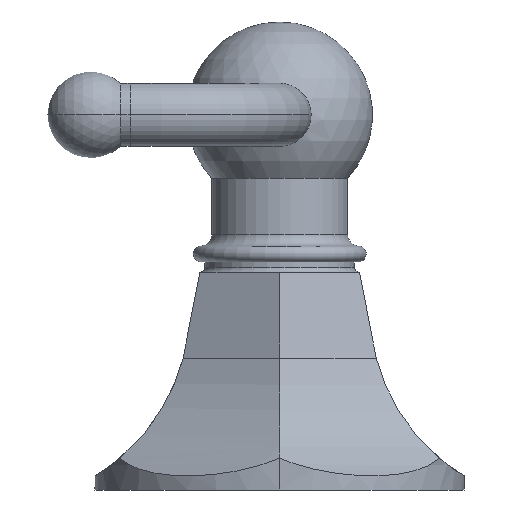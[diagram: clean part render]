
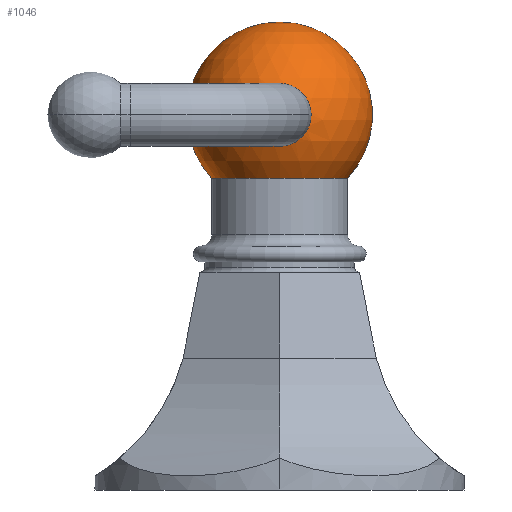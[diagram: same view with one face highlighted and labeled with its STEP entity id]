
A CAD part, left-side view. The second image highlights one B-rep face of the part: STEP entity #1046.
In plain terms, the highlighted spherical face has radius 11.811 mm.
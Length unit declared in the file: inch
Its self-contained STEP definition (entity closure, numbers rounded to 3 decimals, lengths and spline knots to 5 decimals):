
#354=CARTESIAN_POINT('',(0.,0.,1.879));
#355=DIRECTION('',(1.,0.,0.));
#356=DIRECTION('',(0.,0.731,-0.682));
#357=AXIS2_PLACEMENT_3D('',#354,#355,#356);
#359=CARTESIAN_POINT('',(0.,0.,1.879));
#360=DIRECTION('',(-1.,0.,0.));
#361=DIRECTION('',(0.,-0.731,-0.682));
#362=AXIS2_PLACEMENT_3D('',#359,#360,#361);
#364=CARTESIAN_POINT('',(0.,0.,1.56179));
#365=DIRECTION('',(0.,0.,1.));
#366=DIRECTION('',(0.,1.,0.));
#367=AXIS2_PLACEMENT_3D('',#364,#365,#366);
#369=CARTESIAN_POINT('',(-0.43751,0.,1.879));
#370=DIRECTION('',(1.,0.,0.));
#371=DIRECTION('',(0.,1.,0.));
#372=AXIS2_PLACEMENT_3D('',#369,#370,#371);
#378=CARTESIAN_POINT('',(-0.43751,0.,1.879));
#379=DIRECTION('',(1.,0.,0.));
#380=DIRECTION('',(0.,-1.,0.));
#381=AXIS2_PLACEMENT_3D('',#378,#379,#380);
#586=CARTESIAN_POINT('',(0.,0.34,1.56179));
#587=CARTESIAN_POINT('',(0.,0.,2.344));
#588=VERTEX_POINT('',#586);
#589=VERTEX_POINT('',#587);
#590=CARTESIAN_POINT('',(0.,-0.34,1.56179));
#591=VERTEX_POINT('',#590);
#636=CARTESIAN_POINT('',(-0.43751,0.1575,1.879));
#637=CARTESIAN_POINT('',(-0.43751,-0.1575,1.879));
#638=VERTEX_POINT('',#636);
#639=VERTEX_POINT('',#637);
#1030=CARTESIAN_POINT('',(0.,0.,1.879));
#1031=DIRECTION('',(0.,0.,-1.));
#1032=DIRECTION('',(0.,-1.,0.));
#1033=AXIS2_PLACEMENT_3D('',#1030,#1031,#1032);
#1034=SPHERICAL_SURFACE('',#1033,0.465);
#1035=ORIENTED_EDGE('',*,*,#1016,.T.);
#1036=ORIENTED_EDGE('',*,*,#1019,.F.);
#1037=ORIENTED_EDGE('',*,*,#993,.F.);
#1038=EDGE_LOOP('',(#1035,#1036,#1037));
#1039=FACE_OUTER_BOUND('',#1038,.F.);
#1041=ORIENTED_EDGE('',*,*,#1040,.F.);
#1043=ORIENTED_EDGE('',*,*,#1042,.F.);
#1044=EDGE_LOOP('',(#1041,#1043));
#1045=FACE_BOUND('',#1044,.F.);
#1046=ADVANCED_FACE('',(#1039,#1045),#1034,.T.);
#358=CIRCLE('',#357,0.465);
#363=CIRCLE('',#362,0.465);
#368=CIRCLE('',#367,0.34);
#373=CIRCLE('',#372,0.1575);
#382=CIRCLE('',#381,0.1575);
#993=EDGE_CURVE('',#588,#591,#368,.T.);
#1016=EDGE_CURVE('',#588,#589,#358,.T.);
#1019=EDGE_CURVE('',#591,#589,#363,.T.);
#1040=EDGE_CURVE('',#638,#639,#373,.T.);
#1042=EDGE_CURVE('',#639,#638,#382,.T.);
